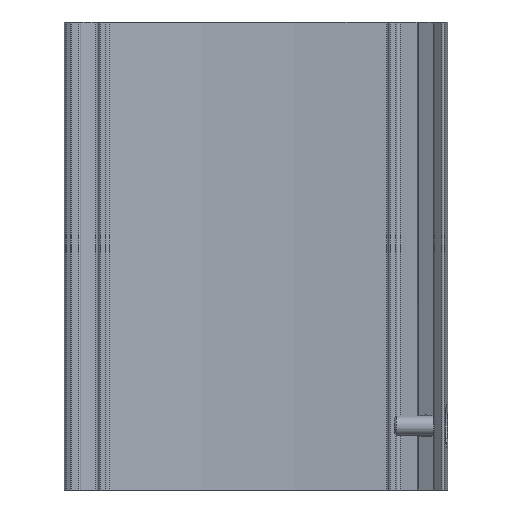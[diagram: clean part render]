
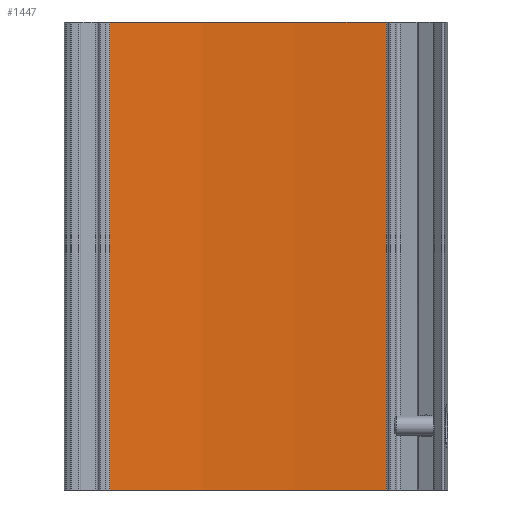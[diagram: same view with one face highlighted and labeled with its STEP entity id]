
A CAD part, front view. The second image highlights one B-rep face of the part: STEP entity #1447.
In plain terms, the highlighted cylindrical face has radius 199 mm (diameter 398 mm), a partial arc.
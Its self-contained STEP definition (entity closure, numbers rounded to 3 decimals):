
#113=CIRCLE('',#1592,199.);
#114=CIRCLE('',#1593,199.);
#209=LINE('',#2340,#333);
#210=LINE('',#2346,#334);
#333=VECTOR('',#1872,1000.);
#334=VECTOR('',#1879,1000.);
#526=ORIENTED_EDGE('',*,*,#923,.T.);
#527=ORIENTED_EDGE('',*,*,#922,.F.);
#528=ORIENTED_EDGE('',*,*,#924,.F.);
#529=ORIENTED_EDGE('',*,*,#925,.T.);
#922=EDGE_CURVE('',#1106,#1105,#209,.T.);
#923=EDGE_CURVE('',#1107,#1105,#113,.T.);
#924=EDGE_CURVE('',#1108,#1106,#114,.T.);
#925=EDGE_CURVE('',#1108,#1107,#210,.T.);
#1105=VERTEX_POINT('',#2337);
#1106=VERTEX_POINT('',#2339);
#1107=VERTEX_POINT('',#2343);
#1108=VERTEX_POINT('',#2345);
#1228=EDGE_LOOP('',(#526,#527,#528,#529));
#1320=FACE_BOUND('',#1228,.T.);
#1400=CYLINDRICAL_SURFACE('',#1591,199.);
#1447=ADVANCED_FACE('',(#1320),#1400,.F.);
#1591=AXIS2_PLACEMENT_3D('',#2341,#1873,#1874);
#1592=AXIS2_PLACEMENT_3D('',#2342,#1875,#1876);
#1593=AXIS2_PLACEMENT_3D('',#2344,#1877,#1878);
#1872=DIRECTION('',(0.,0.,1.));
#1873=DIRECTION('',(0.,0.,1.));
#1874=DIRECTION('',(1.,0.,0.));
#1875=DIRECTION('',(0.,0.,1.));
#1876=DIRECTION('',(1.,0.,0.));
#1877=DIRECTION('',(0.,0.,1.));
#1878=DIRECTION('',(1.,0.,0.));
#1879=DIRECTION('',(0.,0.,1.));
#2337=CARTESIAN_POINT('',(-21.554,13.029,0.));
#2339=CARTESIAN_POINT('',(-21.554,13.029,-73.));
#2340=CARTESIAN_POINT('',(-21.554,13.029,-73.));
#2341=CARTESIAN_POINT('',(0.,-184.8,-73.));
#2342=CARTESIAN_POINT('',(0.,-184.8,0.));
#2343=CARTESIAN_POINT('',(21.554,13.029,0.));
#2344=CARTESIAN_POINT('',(0.,-184.8,-73.));
#2345=CARTESIAN_POINT('',(21.554,13.029,-73.));
#2346=CARTESIAN_POINT('',(21.554,13.029,-73.));
